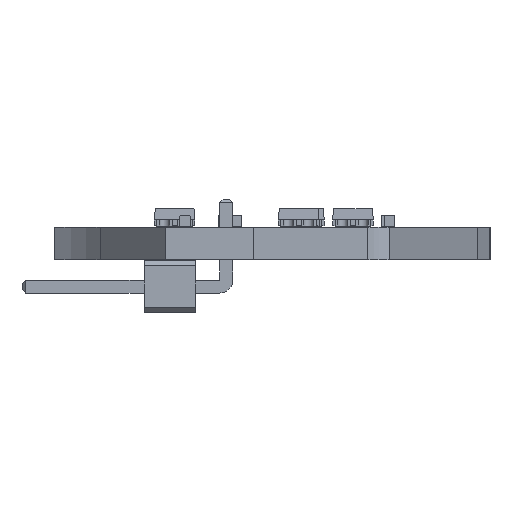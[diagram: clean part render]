
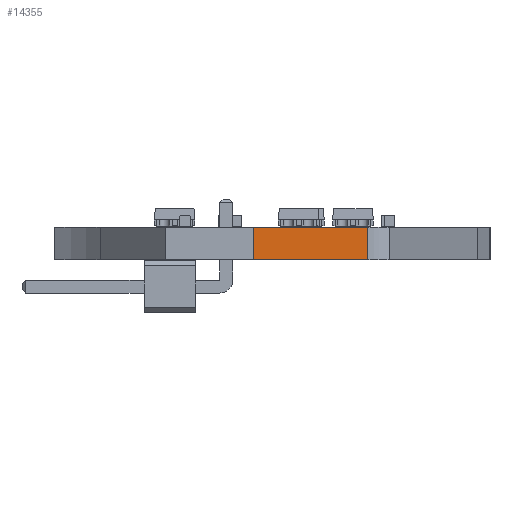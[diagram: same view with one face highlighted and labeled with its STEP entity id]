
A CAD part, left-side view. The second image highlights one B-rep face of the part: STEP entity #14355.
In plain terms, the highlighted planar face has unit normal (-1, 0, 0).
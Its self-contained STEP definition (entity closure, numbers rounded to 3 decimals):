
#12582 = PLANE('',#12583);
#12583 = AXIS2_PLACEMENT_3D('',#12584,#12585,#12586);
#12584 = CARTESIAN_POINT('',(-15.339,0.931,0.));
#12585 = DIRECTION('',(0.,-1.,0.));
#12586 = DIRECTION('',(-1.,0.,0.));
#12610 = PLANE('',#12611);
#12611 = AXIS2_PLACEMENT_3D('',#12612,#12613,#12614);
#12612 = CARTESIAN_POINT('',(-0.558,1.401,1.6));
#12613 = DIRECTION('',(-0.,-0.,-1.));
#12614 = DIRECTION('',(-1.,0.,0.));
#12664 = PLANE('',#12665);
#12665 = AXIS2_PLACEMENT_3D('',#12666,#12667,#12668);
#12666 = CARTESIAN_POINT('',(-0.558,1.401,0.));
#12667 = DIRECTION('',(-0.,-0.,-1.));
#12668 = DIRECTION('',(-1.,0.,0.));
#12679 = EDGE_CURVE('',#12680,#12682,#12684,.T.);
#12680 = VERTEX_POINT('',#12681);
#12681 = CARTESIAN_POINT('',(-15.339,0.931,0.));
#12682 = VERTEX_POINT('',#12683);
#12683 = CARTESIAN_POINT('',(-15.339,0.931,1.6));
#12684 = SURFACE_CURVE('',#12685,(#12689,#12696),.PCURVE_S1.);
#12685 = LINE('',#12686,#12687);
#12686 = CARTESIAN_POINT('',(-15.339,0.931,0.));
#12687 = VECTOR('',#12688,1.);
#12688 = DIRECTION('',(0.,0.,1.));
#12689 = PCURVE('',#12582,#12690);
#12690 = DEFINITIONAL_REPRESENTATION('',(#12691),#12695);
#12691 = LINE('',#12692,#12693);
#12692 = CARTESIAN_POINT('',(0.,-0.));
#12693 = VECTOR('',#12694,1.);
#12694 = DIRECTION('',(0.,-1.));
#12695 = ( GEOMETRIC_REPRESENTATION_CONTEXT(2) 
PARAMETRIC_REPRESENTATION_CONTEXT() REPRESENTATION_CONTEXT('2D SPACE',''
  ) );
#12696 = PCURVE('',#12697,#12702);
#12697 = PLANE('',#12698);
#12698 = AXIS2_PLACEMENT_3D('',#12699,#12700,#12701);
#12699 = CARTESIAN_POINT('',(-15.339,-4.695,0.));
#12700 = DIRECTION('',(-1.,0.,0.));
#12701 = DIRECTION('',(0.,1.,0.));
#12702 = DEFINITIONAL_REPRESENTATION('',(#12703),#12707);
#12703 = LINE('',#12704,#12705);
#12704 = CARTESIAN_POINT('',(5.626,0.));
#12705 = VECTOR('',#12706,1.);
#12706 = DIRECTION('',(0.,-1.));
#12707 = ( GEOMETRIC_REPRESENTATION_CONTEXT(2) 
PARAMETRIC_REPRESENTATION_CONTEXT() REPRESENTATION_CONTEXT('2D SPACE',''
  ) );
#13498 = VERTEX_POINT('',#13499);
#13499 = CARTESIAN_POINT('',(-15.339,-4.695,0.));
#13518 = CYLINDRICAL_SURFACE('',#13519,1.9);
#13519 = AXIS2_PLACEMENT_3D('',#13520,#13521,#13522);
#13520 = CARTESIAN_POINT('',(-13.439,-4.695,0.));
#13521 = DIRECTION('',(-0.,-0.,-1.));
#13522 = DIRECTION('',(1.,0.,-0.));
#13530 = EDGE_CURVE('',#13498,#12680,#13531,.T.);
#13531 = SURFACE_CURVE('',#13532,(#13536,#13543),.PCURVE_S1.);
#13532 = LINE('',#13533,#13534);
#13533 = CARTESIAN_POINT('',(-15.339,-4.695,0.));
#13534 = VECTOR('',#13535,1.);
#13535 = DIRECTION('',(0.,1.,0.));
#13536 = PCURVE('',#12664,#13537);
#13537 = DEFINITIONAL_REPRESENTATION('',(#13538),#13542);
#13538 = LINE('',#13539,#13540);
#13539 = CARTESIAN_POINT('',(14.781,-6.096));
#13540 = VECTOR('',#13541,1.);
#13541 = DIRECTION('',(0.,1.));
#13542 = ( GEOMETRIC_REPRESENTATION_CONTEXT(2) 
PARAMETRIC_REPRESENTATION_CONTEXT() REPRESENTATION_CONTEXT('2D SPACE',''
  ) );
#13543 = PCURVE('',#12697,#13544);
#13544 = DEFINITIONAL_REPRESENTATION('',(#13545),#13549);
#13545 = LINE('',#13546,#13547);
#13546 = CARTESIAN_POINT('',(0.,0.));
#13547 = VECTOR('',#13548,1.);
#13548 = DIRECTION('',(1.,0.));
#13549 = ( GEOMETRIC_REPRESENTATION_CONTEXT(2) 
PARAMETRIC_REPRESENTATION_CONTEXT() REPRESENTATION_CONTEXT('2D SPACE',''
  ) );
#14217 = VERTEX_POINT('',#14218);
#14218 = CARTESIAN_POINT('',(-15.339,-4.695,1.6));
#14244 = EDGE_CURVE('',#14217,#12682,#14245,.T.);
#14245 = SURFACE_CURVE('',#14246,(#14250,#14257),.PCURVE_S1.);
#14246 = LINE('',#14247,#14248);
#14247 = CARTESIAN_POINT('',(-15.339,-4.695,1.6));
#14248 = VECTOR('',#14249,1.);
#14249 = DIRECTION('',(0.,1.,0.));
#14250 = PCURVE('',#12610,#14251);
#14251 = DEFINITIONAL_REPRESENTATION('',(#14252),#14256);
#14252 = LINE('',#14253,#14254);
#14253 = CARTESIAN_POINT('',(14.781,-6.096));
#14254 = VECTOR('',#14255,1.);
#14255 = DIRECTION('',(0.,1.));
#14256 = ( GEOMETRIC_REPRESENTATION_CONTEXT(2) 
PARAMETRIC_REPRESENTATION_CONTEXT() REPRESENTATION_CONTEXT('2D SPACE',''
  ) );
#14257 = PCURVE('',#12697,#14258);
#14258 = DEFINITIONAL_REPRESENTATION('',(#14259),#14263);
#14259 = LINE('',#14260,#14261);
#14260 = CARTESIAN_POINT('',(0.,-1.6));
#14261 = VECTOR('',#14262,1.);
#14262 = DIRECTION('',(1.,0.));
#14263 = ( GEOMETRIC_REPRESENTATION_CONTEXT(2) 
PARAMETRIC_REPRESENTATION_CONTEXT() REPRESENTATION_CONTEXT('2D SPACE',''
  ) );
#14355 = ADVANCED_FACE('',(#14356),#12697,.T.);
#14356 = FACE_BOUND('',#14357,.T.);
#14357 = EDGE_LOOP('',(#14358,#14379,#14380,#14381));
#14358 = ORIENTED_EDGE('',*,*,#14359,.T.);
#14359 = EDGE_CURVE('',#13498,#14217,#14360,.T.);
#14360 = SURFACE_CURVE('',#14361,(#14365,#14372),.PCURVE_S1.);
#14361 = LINE('',#14362,#14363);
#14362 = CARTESIAN_POINT('',(-15.339,-4.695,0.));
#14363 = VECTOR('',#14364,1.);
#14364 = DIRECTION('',(0.,0.,1.));
#14365 = PCURVE('',#12697,#14366);
#14366 = DEFINITIONAL_REPRESENTATION('',(#14367),#14371);
#14367 = LINE('',#14368,#14369);
#14368 = CARTESIAN_POINT('',(0.,0.));
#14369 = VECTOR('',#14370,1.);
#14370 = DIRECTION('',(0.,-1.));
#14371 = ( GEOMETRIC_REPRESENTATION_CONTEXT(2) 
PARAMETRIC_REPRESENTATION_CONTEXT() REPRESENTATION_CONTEXT('2D SPACE',''
  ) );
#14372 = PCURVE('',#13518,#14373);
#14373 = DEFINITIONAL_REPRESENTATION('',(#14374),#14378);
#14374 = LINE('',#14375,#14376);
#14375 = CARTESIAN_POINT('',(-3.142,0.));
#14376 = VECTOR('',#14377,1.);
#14377 = DIRECTION('',(-0.,-1.));
#14378 = ( GEOMETRIC_REPRESENTATION_CONTEXT(2) 
PARAMETRIC_REPRESENTATION_CONTEXT() REPRESENTATION_CONTEXT('2D SPACE',''
  ) );
#14379 = ORIENTED_EDGE('',*,*,#14244,.T.);
#14380 = ORIENTED_EDGE('',*,*,#12679,.F.);
#14381 = ORIENTED_EDGE('',*,*,#13530,.F.);
